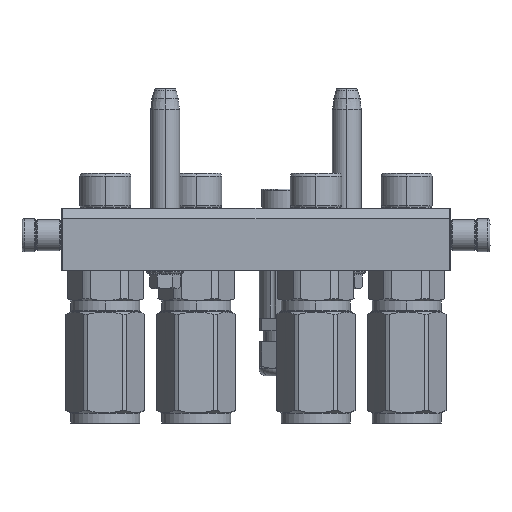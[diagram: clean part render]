
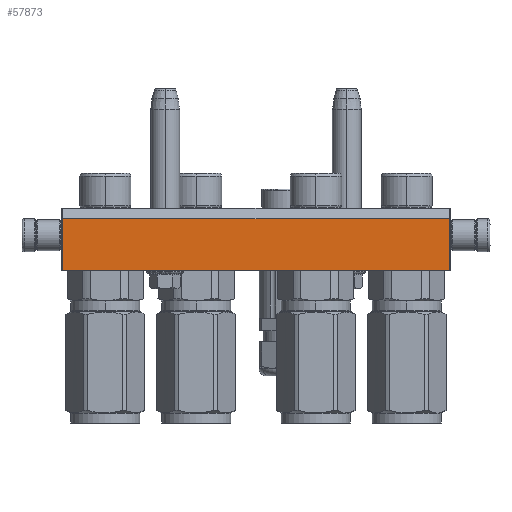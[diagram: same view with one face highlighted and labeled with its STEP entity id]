
A CAD part, left-side view. The second image highlights one B-rep face of the part: STEP entity #57873.
In plain terms, the highlighted face is planar.
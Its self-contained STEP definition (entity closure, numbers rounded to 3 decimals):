
#470 = CARTESIAN_POINT ( 'NONE',  ( 93.5, 15., -45. ) ) ;
#2269 = DIRECTION ( 'NONE',  ( -1., 0., 0. ) ) ;
#2304 = CARTESIAN_POINT ( 'NONE',  ( 93.5, 15., -45. ) ) ;
#2306 = VECTOR ( 'NONE', #13892, 1000. ) ;
#3569 = VERTEX_POINT ( 'NONE', #70893 ) ;
#6400 = ORIENTED_EDGE ( 'NONE', *, *, #20570, .F. ) ;
#9110 = LINE ( 'NONE', #76202, #52138 ) ;
#9822 = FACE_OUTER_BOUND ( 'NONE', #28811, .T. ) ;
#10939 = DIRECTION ( 'NONE',  ( 0., 1., 0. ) ) ;
#11073 = EDGE_CURVE ( 'NONE', #54199, #57808, #19618, .T. ) ;
#13892 = DIRECTION ( 'NONE',  ( 0., 1., 0. ) ) ;
#13973 = PLANE ( 'NONE',  #33730 ) ;
#15689 = DIRECTION ( 'NONE',  ( -1., 0., 0. ) ) ;
#19618 = LINE ( 'NONE', #58328, #2306 ) ;
#20570 = EDGE_CURVE ( 'NONE', #42228, #57808, #49021, .T. ) ;
#21291 = DIRECTION ( 'NONE',  ( 1., 0., 0. ) ) ;
#23625 = VECTOR ( 'NONE', #21291, 1000. ) ;
#28811 = EDGE_LOOP ( 'NONE', ( #6400, #35983, #55230, #51354 ) ) ;
#28966 = CARTESIAN_POINT ( 'NONE',  ( -93.5, -10., -45. ) ) ;
#33730 = AXIS2_PLACEMENT_3D ( 'NONE', #65511, #73202, #2269 ) ;
#35983 = ORIENTED_EDGE ( 'NONE', *, *, #77279, .F. ) ;
#42228 = VERTEX_POINT ( 'NONE', #470 ) ;
#49021 = LINE ( 'NONE', #2304, #72546 ) ;
#51354 = ORIENTED_EDGE ( 'NONE', *, *, #11073, .T. ) ;
#52138 = VECTOR ( 'NONE', #10939, 1000. ) ;
#53124 = CARTESIAN_POINT ( 'NONE',  ( -93.5, -10., -45. ) ) ;
#53388 = LINE ( 'NONE', #53124, #23625 ) ;
#54199 = VERTEX_POINT ( 'NONE', #28966 ) ;
#55230 = ORIENTED_EDGE ( 'NONE', *, *, #76661, .F. ) ;
#57808 = VERTEX_POINT ( 'NONE', #65226 ) ;
#57873 = ADVANCED_FACE ( 'NONE', ( #9822 ), #13973, .T. ) ;
#58328 = CARTESIAN_POINT ( 'NONE',  ( -93.5, -10., -45. ) ) ;
#65226 = CARTESIAN_POINT ( 'NONE',  ( -93.5, 15., -45. ) ) ;
#65511 = CARTESIAN_POINT ( 'NONE',  ( 94., -15., -45. ) ) ;
#70893 = CARTESIAN_POINT ( 'NONE',  ( 93.5, -10., -45. ) ) ;
#72546 = VECTOR ( 'NONE', #15689, 1000. ) ;
#73202 = DIRECTION ( 'NONE',  ( 0., 0., -1. ) ) ;
#76202 = CARTESIAN_POINT ( 'NONE',  ( 93.5, -10., -45. ) ) ;
#76661 = EDGE_CURVE ( 'NONE', #54199, #3569, #53388, .T. ) ;
#77279 = EDGE_CURVE ( 'NONE', #3569, #42228, #9110, .T. ) ;
